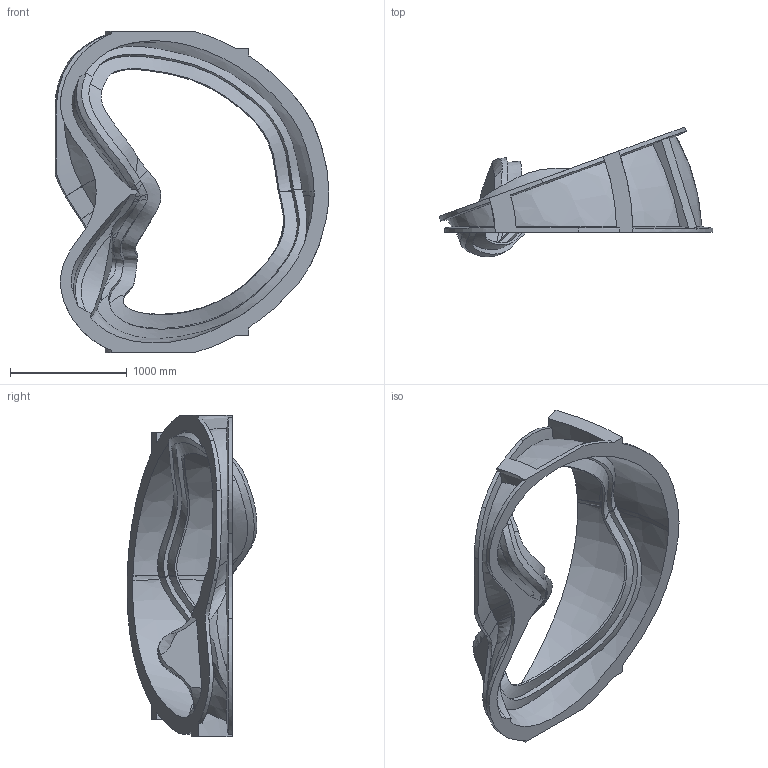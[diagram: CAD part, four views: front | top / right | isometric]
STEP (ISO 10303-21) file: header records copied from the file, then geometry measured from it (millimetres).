
FILE_DESCRIPTION((''),'2;1');
FILE_NAME('SE141-114V','2004-03-12T',('xdw'),(''),'PRO/ENGINEER BY PARAMETRIC TECHNOLOGY CORPORATION, 2003410','PRO/ENGINEER BY PARAMETRIC TECHNOLOGY CORPORATION, 2003410','');
FILE_SCHEMA(('CONFIG_CONTROL_DESIGN'));
Length unit declared in the file: inch
Products named in the file (1): SE141-114V
Bounding box: 2348.01 x 1113.85 x 2753.36 mm (x, y, z)
Volume: 333587146.8 mm3; surface area: 16214852.3 mm2
Topology: 1 solids, 1 shells, 197 faces, 533 edges, 337 vertices
Faces by surface type: bspline 136, plane 29, extrusion 18, cylinder 13, cone 1
Entity records: 26635 total; most frequent: CARTESIAN_POINT 22845, ORIENTED_EDGE 1066, EDGE_CURVE 533, B_SPLINE_CURVE_WITH_KNOTS 411, VERTEX_POINT 337, DIRECTION 260, EDGE_LOOP 200, FACE_OUTER_BOUND 197
